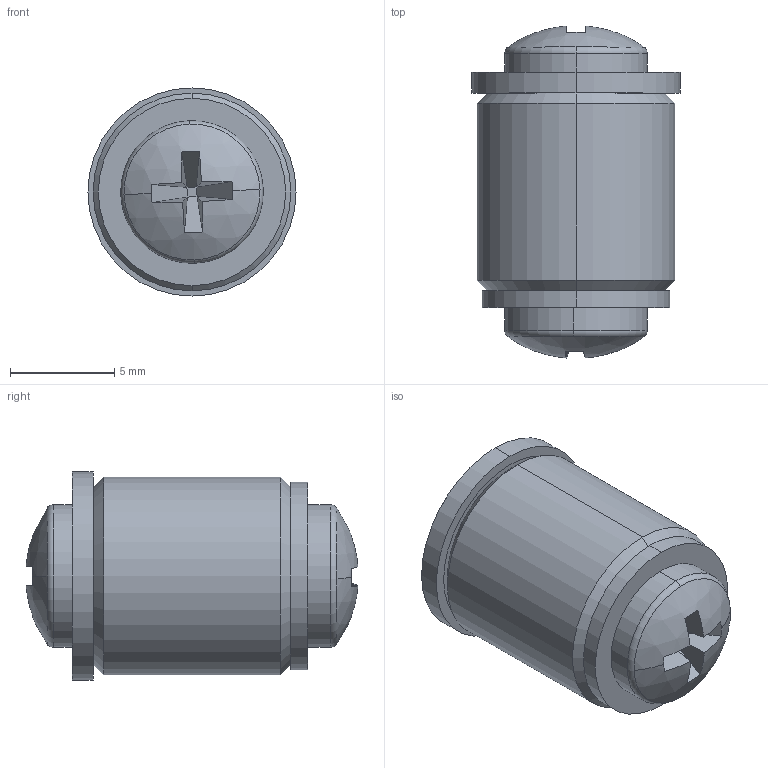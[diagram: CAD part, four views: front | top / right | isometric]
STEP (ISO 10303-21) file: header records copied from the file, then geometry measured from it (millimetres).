
FILE_DESCRIPTION (( 'STEP AP214' ), '1' );
FILE_NAME ('273-CSO-10-10.STEP', '2015-06-29T13:55:45', ( 'allectra' ), ( 'Microsoft' ), 'SwSTEP 2.0', 'SolidWorks 2014', '' );
FILE_SCHEMA (( 'AUTOMOTIVE_DESIGN' ));
Length unit declared in the file: millimetre
Products named in the file (5): Scheibe DIN 125_Washer DIN 125 - A 5.3; Scheibe DIN 125_Washer DIN 125 - A 4.3; CR-PHMS 0.138-32x0.25x0.25-N_CR-PHMS 0.138-32x0.25x0.25-N; 9273-CSO-X-X_9273-CSO-10-10; 273-CSO-10-10
Assembly tree (6 placements, depth 2):
  273-CSO-10-10
    9273-CSO-X-X_9273-CSO-10-10
    CR-PHMS 0.138-32x0.25x0.25-N_CR-PHMS 0.138-32x0.25x0.25-N  x2
    Scheibe DIN 125_Washer DIN 125 - A 4.3  x2
    Scheibe DIN 125_Washer DIN 125 - A 5.3
Bounding box: 10 x 15.95 x 10 mm (x, y, z)
Volume: 995.5 mm3; surface area: 1283.3 mm2
Topology: 6 solids, 6 shells, 74 faces, 156 edges, 96 vertices
Faces by surface type: plane 38, cylinder 24, cone 4, torus 4, sphere 4
Entity records: 1462 total; most frequent: DIRECTION 260, CARTESIAN_POINT 206, ORIENTED_EDGE 188, AXIS2_PLACEMENT_3D 112, EDGE_CURVE 94, VERTEX_POINT 58, CIRCLE 58, EDGE_LOOP 52
